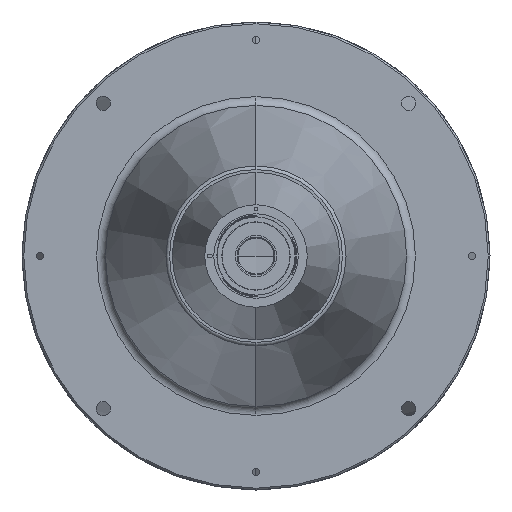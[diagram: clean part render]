
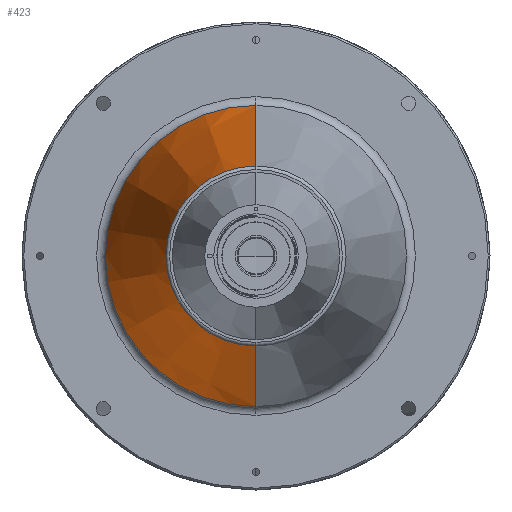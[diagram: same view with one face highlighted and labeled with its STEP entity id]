
A CAD part, left-side view. The second image highlights one B-rep face of the part: STEP entity #423.
In plain terms, the highlighted conical face has half-angle 13.358 degrees and reference radius 50 mm.
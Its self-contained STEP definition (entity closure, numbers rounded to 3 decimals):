
#233 = CARTESIAN_POINT ( 'NONE',  ( 214.16, 0., 0. ) ) ;
#423 = ADVANCED_FACE ( 'NONE', ( #3108 ), #2112, .T. ) ;
#643 = ORIENTED_EDGE ( 'NONE', *, *, #8413, .T. ) ;
#1038 = DIRECTION ( 'NONE',  ( 0., 0., 1. ) ) ;
#1385 = LINE ( 'NONE', #4368, #9677 ) ;
#1699 = LINE ( 'NONE', #3826, #8109 ) ;
#1734 = CARTESIAN_POINT ( 'NONE',  ( 214.16, 0., 0. ) ) ;
#1769 = DIRECTION ( 'NONE',  ( 1., 0., 0. ) ) ;
#2112 = CONICAL_SURFACE ( 'NONE', #4546, 50., 0.233 ) ;
#2137 = CIRCLE ( 'NONE', #4574, 50. ) ;
#2460 = CARTESIAN_POINT ( 'NONE',  ( 214.16, 0., 50. ) ) ;
#2640 = VERTEX_POINT ( 'NONE', #4670 ) ;
#2712 = DIRECTION ( 'NONE',  ( 0.973, 0., 0.231 ) ) ;
#2908 = ORIENTED_EDGE ( 'NONE', *, *, #8248, .F. ) ;
#3067 = AXIS2_PLACEMENT_3D ( 'NONE', #3262, #8880, #4055 ) ;
#3108 = FACE_OUTER_BOUND ( 'NONE', #8429, .T. ) ;
#3262 = CARTESIAN_POINT ( 'NONE',  ( 355.969, 0., 0. ) ) ;
#3680 = CIRCLE ( 'NONE', #3067, 83.675 ) ;
#3826 = CARTESIAN_POINT ( 'NONE',  ( 214.16, 0., -50. ) ) ;
#3838 = EDGE_CURVE ( 'NONE', #4173, #2640, #3680, .T. ) ;
#4055 = DIRECTION ( 'NONE',  ( 0., 0., 1. ) ) ;
#4173 = VERTEX_POINT ( 'NONE', #5593 ) ;
#4368 = CARTESIAN_POINT ( 'NONE',  ( 214.16, 0., 50. ) ) ;
#4546 = AXIS2_PLACEMENT_3D ( 'NONE', #1734, #1769, #7398 ) ;
#4574 = AXIS2_PLACEMENT_3D ( 'NONE', #233, #5852, #1038 ) ;
#4670 = CARTESIAN_POINT ( 'NONE',  ( 355.969, 0., -83.675 ) ) ;
#4682 = DIRECTION ( 'NONE',  ( 0.973, 0., -0.231 ) ) ;
#4968 = CARTESIAN_POINT ( 'NONE',  ( 214.16, 0., -50. ) ) ;
#5451 = VERTEX_POINT ( 'NONE', #2460 ) ;
#5593 = CARTESIAN_POINT ( 'NONE',  ( 355.969, 0., 83.675 ) ) ;
#5852 = DIRECTION ( 'NONE',  ( -1., 0., 0. ) ) ;
#6452 = VERTEX_POINT ( 'NONE', #4968 ) ;
#6818 = ORIENTED_EDGE ( 'NONE', *, *, #3838, .T. ) ;
#7398 = DIRECTION ( 'NONE',  ( 0., 0., -1. ) ) ;
#8109 = VECTOR ( 'NONE', #4682, 1000. ) ;
#8248 = EDGE_CURVE ( 'NONE', #5451, #6452, #2137, .T. ) ;
#8356 = ORIENTED_EDGE ( 'NONE', *, *, #9033, .F. ) ;
#8413 = EDGE_CURVE ( 'NONE', #5451, #4173, #1385, .T. ) ;
#8429 = EDGE_LOOP ( 'NONE', ( #2908, #643, #6818, #8356 ) ) ;
#8880 = DIRECTION ( 'NONE',  ( -1., 0., 0. ) ) ;
#9033 = EDGE_CURVE ( 'NONE', #6452, #2640, #1699, .T. ) ;
#9677 = VECTOR ( 'NONE', #2712, 1000. ) ;
